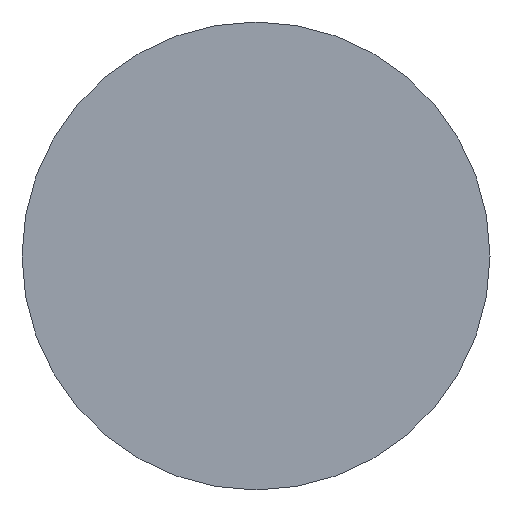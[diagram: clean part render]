
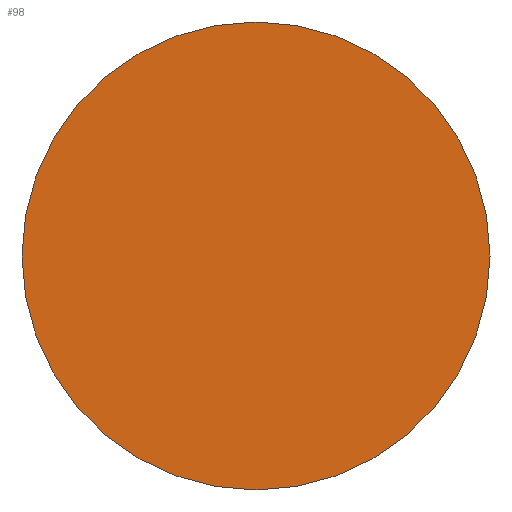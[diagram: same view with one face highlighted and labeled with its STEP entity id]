
A CAD part, front view. The second image highlights one B-rep face of the part: STEP entity #98.
In plain terms, the highlighted planar face has unit normal (0, -1, 0).
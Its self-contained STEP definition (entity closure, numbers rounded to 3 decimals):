
#19=PLANE('',#134);
#26=FACE_OUTER_BOUND('',#35,.T.);
#35=EDGE_LOOP('',(#80));
#47=CIRCLE('',#132,10.);
#53=VERTEX_POINT('',#184);
#62=EDGE_CURVE('',#53,#53,#47,.T.);
#80=ORIENTED_EDGE('',*,*,#62,.T.);
#98=ADVANCED_FACE('',(#26),#19,.T.);
#132=AXIS2_PLACEMENT_3D('',#186,#160,#161);
#134=AXIS2_PLACEMENT_3D('',#188,#164,#165);
#160=DIRECTION('center_axis',(0.,-1.,0.));
#161=DIRECTION('ref_axis',(-1.,0.,0.));
#164=DIRECTION('center_axis',(0.,-1.,0.));
#165=DIRECTION('ref_axis',(-1.,0.,0.));
#184=CARTESIAN_POINT('',(20.,-0.12,0.));
#186=CARTESIAN_POINT('Origin',(10.,-0.12,0.));
#188=CARTESIAN_POINT('Origin',(10.,-0.12,0.));
